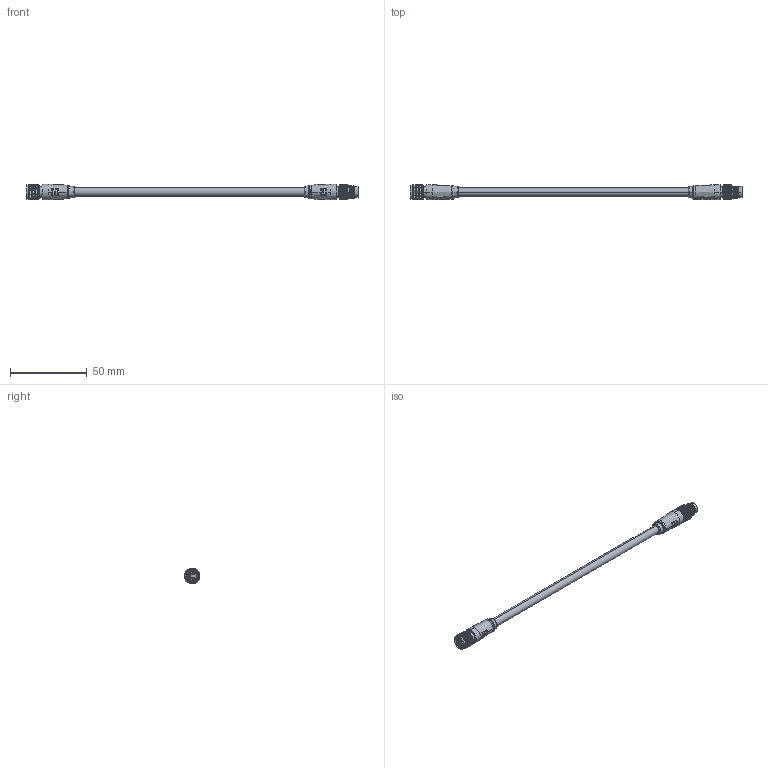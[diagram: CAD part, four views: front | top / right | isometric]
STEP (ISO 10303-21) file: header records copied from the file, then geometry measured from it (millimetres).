
FILE_DESCRIPTION (( 'STEP AP203' ), '1' );
FILE_NAME ('10-04171.STEP', '2021-10-04T21:05:32', ( '' ), ( '' ), 'SwSTEP 2.0', 'SolidWorks 2021', '' );
FILE_SCHEMA (( 'CONFIG_CONTROL_DESIGN' ));
Products named in the file (14): 50-00682-03___; 50-00682___; 50-00680-04___; 50-00680___; 50-00680-01___; 10-04171; 50-00682-04___; 50-00682-02___; 50-00680-02___; 50-00682-01___; 24-00378_3D print; 50-00680-03___; 30-01579_blunt cut; 50-00682-05___
Assembly tree (20 placements, depth 3):
  10-04171
    30-01579_blunt cut
    24-00378_3D print  x2
    50-00682___
      50-00682-01___
      50-00682-02___
      50-00682-03___  x4
      50-00682-04___
      50-00682-05___
    50-00680___
      50-00680-01___
      50-00680-02___
      50-00680-03___  x4
      50-00680-04___
Bounding box: 216.5 x 10.25 x 10 mm (x, y, z)
Volume: 7664.5 mm3; surface area: 42939.9 mm2
Topology: 226 solids, 226 shells, 5305 faces, 12234 edges, 7419 vertices
Faces by surface type: bspline 2485, cylinder 1717, plane 672, cone 381, torus 42, sphere 8
Entity records: 291513 total; most frequent: CARTESIAN_POINT 200771, ORIENTED_EDGE 22508, EDGE_CURVE 11254, DIRECTION 10972, B_SPLINE_CURVE_WITH_KNOTS 6953, VERTEX_POINT 6808, EDGE_LOOP 5386, FACE_OUTER_BOUND 4909
